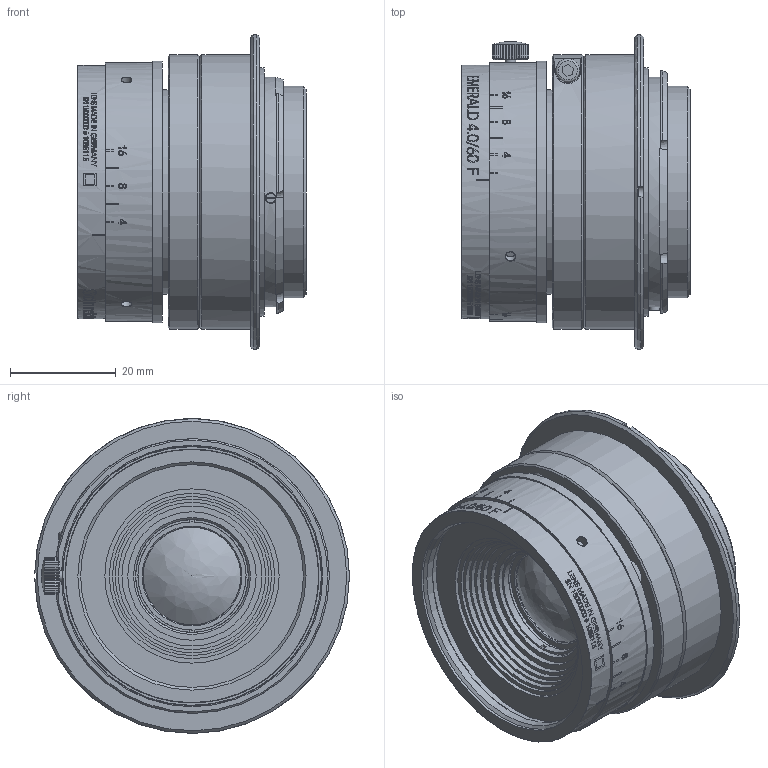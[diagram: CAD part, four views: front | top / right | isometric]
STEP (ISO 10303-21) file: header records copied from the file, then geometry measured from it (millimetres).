
FILE_DESCRIPTION(/* description */ (''),/* implementation_level */ '2;1');
FILE_NAME(/* name */ '1085115_00156101_002.stp',/* time_stamp */ '2021-10-25T11:17:27+02:00',/* author */ (''),/* organization */ (''),/* preprocessor_version */ 'ST-DEVELOPER v16',/* originating_system */ 'SIEMENS PLM Software NX 10.0',/* authorisation */ '');
FILE_SCHEMA (('AP203_CONFIGURATION_CONTROLLED_3D_DESIGN_OF_MECHANICAL_PARTS_AND_ASSEMBLIES_MIM_LF { 1 0 10303 403 2 1 2}'));
Length unit declared in the file: millimetre
Products named in the file (1): Froe2460FC70iy9f
Bounding box: 43.2 x 59.6 x 59.6 mm (x, y, z)
Volume: 42.3 mm3; surface area: 21278.3 mm2
Topology: 1 solids, 4 shells, 568 faces, 1934 edges, 1505 vertices
Faces by surface type: plane 255, cylinder 246, cone 53, extrusion 10, bspline 2, torus 1, sphere 1
Full cylindrical faces by diameter (mm): 1 x2, 2 x2, 2.05 x4, 2.5 x1, 2.8 x1, 4.5 x1, 18.5 x1, 20.5 x1, 21 x2, 21.3 x1, 21.386 x1, 22.1 x1, 23.7 x1, 24.3 x1, 24.5 x1, 24.8 x1, 24.98 x1, 25.6 x1, 26.5 x1, 27.9 x1, 29.1 x1, 30.1 x1, 31.3 x1, 33 x1, 36.2 x1, 36.4 x1, 38.8 x1, 40 x2, 40.1 x1, 41.6 x1
Entity records: 23753 total; most frequent: CARTESIAN_POINT 8397, ORIENTED_EDGE 3605, DIRECTION 2386, EDGE_CURVE 1824, VERTEX_POINT 1475, AXIS2_PLACEMENT_3D 964, B_SPLINE_CURVE_WITH_KNOTS 939, EDGE_LOOP 801
